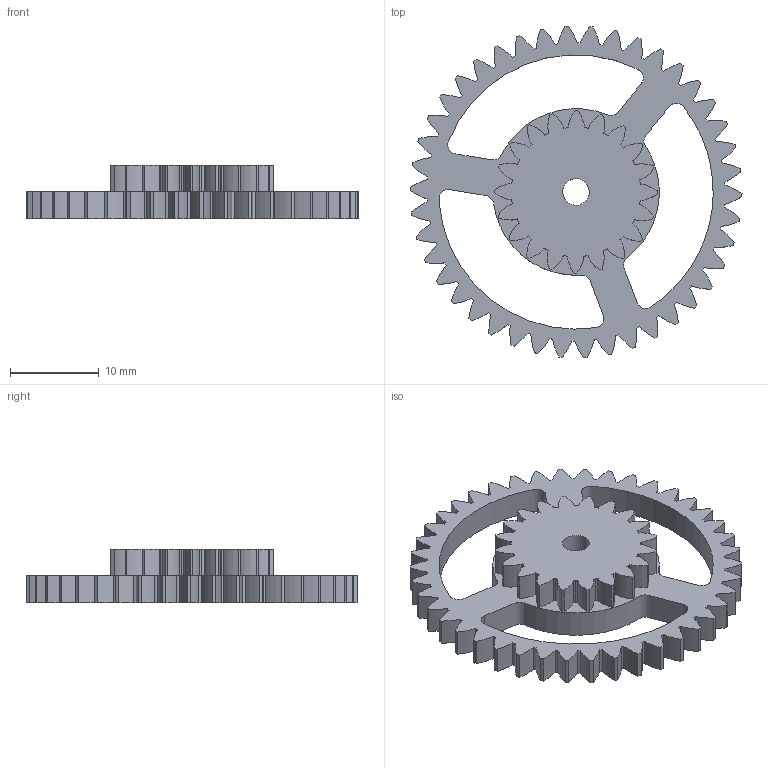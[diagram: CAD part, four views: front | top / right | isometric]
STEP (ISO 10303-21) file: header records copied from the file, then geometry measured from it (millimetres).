
FILE_DESCRIPTION(/* description */ (''),/* implementation_level */ '2;1');
FILE_NAME(/* name */ 'BIGGEA~2',/* time_stamp */ '2015-02-14T09:49:40+08:00',/* author */ (''),/* organization */ (''),/* preprocessor_version */ 'ST-DEVELOPER v15',/* originating_system */ '',/* authorisation */ '');
FILE_SCHEMA (('AUTOMOTIVE_DESIGN'));
Length unit declared in the file: millimetre
Products named in the file (1): Document
Bounding box: 37.4 x 37.36 x 6.06 mm (x, y, z)
Volume: 2440.2 mm3; surface area: 3102.9 mm2
Topology: 2 solids, 2 shells, 322 faces, 954 edges, 636 vertices
Faces by surface type: bspline 176, plane 146
Entity records: 12129 total; most frequent: CARTESIAN_POINT 6062, ORIENTED_EDGE 1908, EDGE_CURVE 954, B_SPLINE_CURVE_WITH_KNOTS 934, VERTEX_POINT 636, EDGE_LOOP 332, ADVANCED_FACE 322, FACE_OUTER_BOUND 322
